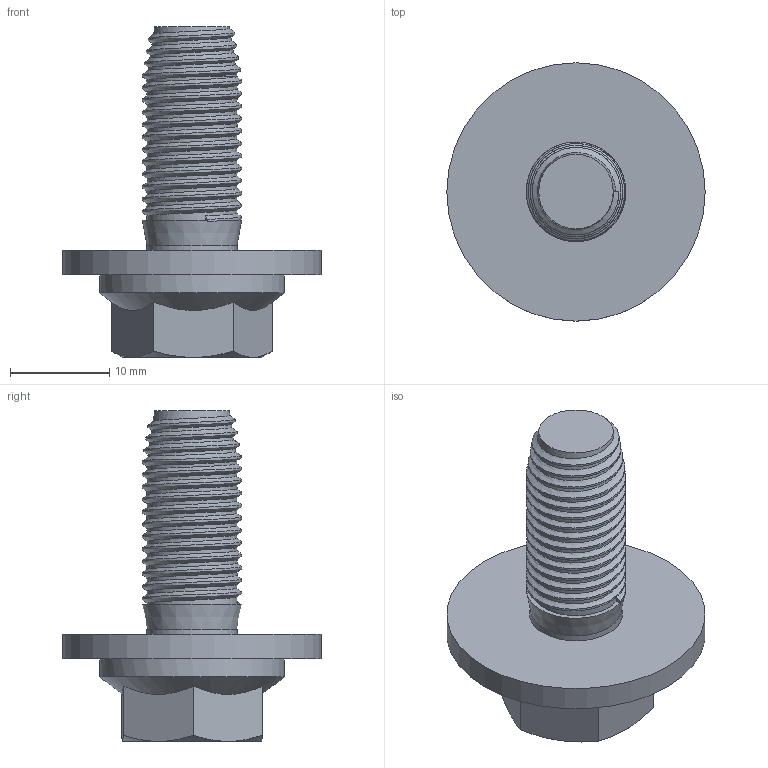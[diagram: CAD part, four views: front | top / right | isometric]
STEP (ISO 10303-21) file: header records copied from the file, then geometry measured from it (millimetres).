
FILE_DESCRIPTION(('Open CASCADE Model'),'2;1');
FILE_NAME('Open CASCADE Shape Model','2024-07-12T11:37:55',('Author'),( 'Open CASCADE'),'Open CASCADE STEP processor 7.5','Open CASCADE 7.5' ,'Unknown');
FILE_SCHEMA(('AUTOMOTIVE_DESIGN { 1 0 10303 214 1 1 1 1 }'));
Length unit declared in the file: millimetre
Products named in the file (3): Open CASCADE STEP translator 7.5 17; Open CASCADE STEP translator 7.5 17.1; Open CASCADE STEP translator 7.5 17.2
Assembly tree (2 placements, depth 2):
  Open CASCADE STEP translator 7.5 17
    Open CASCADE STEP translator 7.5 17.1
    Open CASCADE STEP translator 7.5 17.2
Bounding box: 26 x 26 x 33.3 mm (x, y, z)
Volume: 4372.2 mm3; surface area: 3014.9 mm2
Topology: 2 solids, 2 shells, 37 faces, 85 edges, 54 vertices
Faces by surface type: plane 15, cone 14, cylinder 5, bspline 2, torus 1
Full cylindrical faces by diameter (mm): 9.08 x1, 9.37 x1, 18.6 x1, 26 x1
Entity records: 7768 total; most frequent: CARTESIAN_POINT 6218, DIRECTION 218, ORIENTED_EDGE 170, PCURVE 170, DEFINITIONAL_REPRESENTATION 170, B_SPLINE_CURVE_WITH_KNOTS 128, EDGE_CURVE 85, LINE 81
